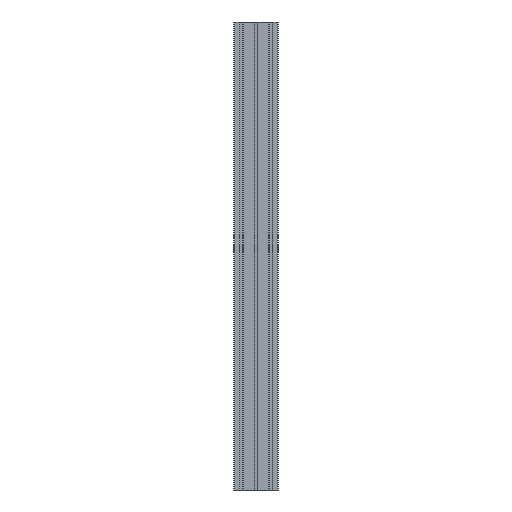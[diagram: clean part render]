
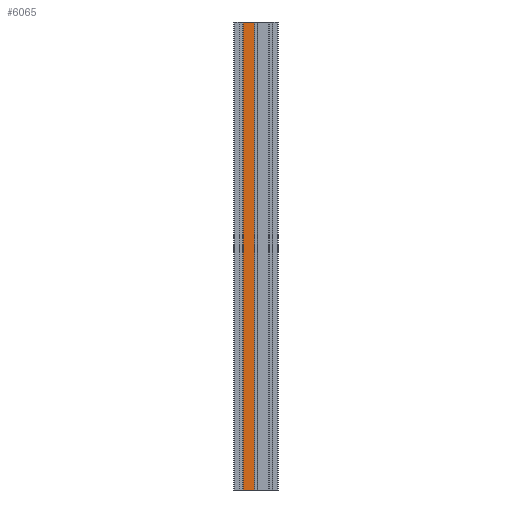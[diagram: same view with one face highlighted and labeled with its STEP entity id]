
A CAD part, front view. The second image highlights one B-rep face of the part: STEP entity #6065.
In plain terms, the highlighted planar face has unit normal (0, -1, 0).
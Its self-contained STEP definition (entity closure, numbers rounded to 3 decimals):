
#39=PLANE('',#6538);
#203=FACE_OUTER_BOUND('',#513,.T.);
#513=EDGE_LOOP('',(#4160,#4161,#4162,#4163));
#818=LINE('',#8784,#1429);
#984=LINE('',#9399,#1595);
#985=LINE('',#9402,#1596);
#986=LINE('',#9403,#1597);
#1429=VECTOR('',#6991,30.);
#1595=VECTOR('',#7463,1260.);
#1596=VECTOR('',#7466,30.);
#1597=VECTOR('',#7467,1260.);
#2332=VERTEX_POINT('',#8781);
#2333=VERTEX_POINT('',#8783);
#2629=VERTEX_POINT('',#9397);
#2630=VERTEX_POINT('',#9401);
#2931=EDGE_CURVE('',#2332,#2333,#818,.T.);
#3239=EDGE_CURVE('',#2629,#2332,#984,.T.);
#3240=EDGE_CURVE('',#2629,#2630,#985,.T.);
#3241=EDGE_CURVE('',#2333,#2630,#986,.T.);
#4160=ORIENTED_EDGE('',*,*,#2931,.F.);
#4161=ORIENTED_EDGE('',*,*,#3239,.F.);
#4162=ORIENTED_EDGE('',*,*,#3240,.T.);
#4163=ORIENTED_EDGE('',*,*,#3241,.F.);
#6065=ADVANCED_FACE('',(#203),#39,.T.);
#6538=AXIS2_PLACEMENT_3D('',#9400,#7464,#7465);
#6991=DIRECTION('',(-1.,0.,0.));
#7463=DIRECTION('',(0.,0.,-1.));
#7464=DIRECTION('center_axis',(0.,-1.,0.));
#7465=DIRECTION('ref_axis',(0.,0.,-1.));
#7466=DIRECTION('',(-1.,0.,0.));
#7467=DIRECTION('',(0.,0.,1.));
#8781=CARTESIAN_POINT('',(-45.,-20.,0.));
#8783=CARTESIAN_POINT('',(-75.,-20.,0.));
#8784=CARTESIAN_POINT('',(-45.,-20.,0.));
#9397=CARTESIAN_POINT('',(-45.,-20.,1260.));
#9399=CARTESIAN_POINT('',(-45.,-20.,1260.));
#9400=CARTESIAN_POINT('Origin',(-75.,-20.,0.));
#9401=CARTESIAN_POINT('',(-75.,-20.,1260.));
#9402=CARTESIAN_POINT('',(-45.,-20.,1260.));
#9403=CARTESIAN_POINT('',(-75.,-20.,0.));
